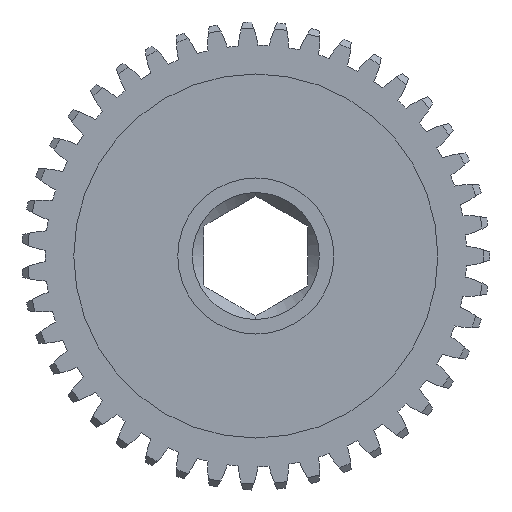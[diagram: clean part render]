
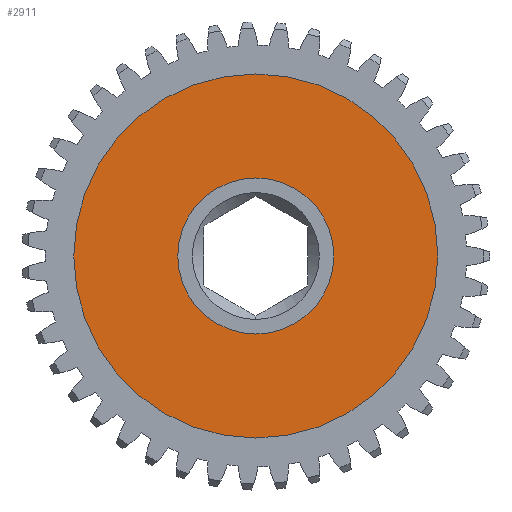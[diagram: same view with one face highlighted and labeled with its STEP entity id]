
A CAD part, left-side view. The second image highlights one B-rep face of the part: STEP entity #2911.
In plain terms, the highlighted planar face has unit normal (-1, 0, 0).
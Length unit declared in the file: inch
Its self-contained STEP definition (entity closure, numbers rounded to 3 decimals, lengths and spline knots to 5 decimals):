
#52 = CIRCLE ( 'NONE', #9624, 0.875 ) ;
#131 = CARTESIAN_POINT ( 'NONE',  ( 0.1375, 0., 0.875 ) ) ;
#148 = FACE_OUTER_BOUND ( 'NONE', #6757, .T. ) ;
#199 = DIRECTION ( 'NONE',  ( 1., 0., 0. ) ) ;
#223 = CARTESIAN_POINT ( 'NONE',  ( 0.1375, 0., 0. ) ) ;
#662 = AXIS2_PLACEMENT_3D ( 'NONE', #223, #2458, #3269 ) ;
#705 = VERTEX_POINT ( 'NONE', #4006 ) ;
#1008 = CARTESIAN_POINT ( 'NONE',  ( 0.1375, 0., -0.875 ) ) ;
#1452 = CARTESIAN_POINT ( 'NONE',  ( 0.1375, 0., 0.375 ) ) ;
#1649 = EDGE_CURVE ( 'NONE', #9656, #2991, #52, .T. ) ;
#1893 = CARTESIAN_POINT ( 'NONE',  ( 0.1375, 0., 0. ) ) ;
#2455 = ORIENTED_EDGE ( 'NONE', *, *, #9745, .T. ) ;
#2458 = DIRECTION ( 'NONE',  ( 1., 0., 0. ) ) ;
#2526 = AXIS2_PLACEMENT_3D ( 'NONE', #7881, #199, #7008 ) ;
#2553 = DIRECTION ( 'NONE',  ( 1., 0., 0. ) ) ;
#2911 = ADVANCED_FACE ( 'NONE', ( #148, #3151 ), #7209, .F. ) ;
#2991 = VERTEX_POINT ( 'NONE', #1008 ) ;
#3151 = FACE_BOUND ( 'NONE', #8668, .T. ) ;
#3269 = DIRECTION ( 'NONE',  ( 0., 0., -1. ) ) ;
#4006 = CARTESIAN_POINT ( 'NONE',  ( 0.1375, 0., -0.375 ) ) ;
#4171 = DIRECTION ( 'NONE',  ( 0., 0., -1. ) ) ;
#4423 = DIRECTION ( 'NONE',  ( 1., 0., 0. ) ) ;
#5237 = AXIS2_PLACEMENT_3D ( 'NONE', #9119, #4423, #5913 ) ;
#5759 = DIRECTION ( 'NONE',  ( 0., 0., -1. ) ) ;
#5913 = DIRECTION ( 'NONE',  ( 0., 0., -1. ) ) ;
#6252 = ORIENTED_EDGE ( 'NONE', *, *, #6759, .F. ) ;
#6343 = EDGE_CURVE ( 'NONE', #7537, #705, #6819, .T. ) ;
#6434 = ORIENTED_EDGE ( 'NONE', *, *, #1649, .F. ) ;
#6757 = EDGE_LOOP ( 'NONE', ( #6434, #6252 ) ) ;
#6759 = EDGE_CURVE ( 'NONE', #2991, #9656, #7810, .T. ) ;
#6819 = CIRCLE ( 'NONE', #7149, 0.375 ) ;
#7008 = DIRECTION ( 'NONE',  ( 0., 0., -1. ) ) ;
#7149 = AXIS2_PLACEMENT_3D ( 'NONE', #1893, #8825, #5759 ) ;
#7209 = PLANE ( 'NONE',  #2526 ) ;
#7537 = VERTEX_POINT ( 'NONE', #1452 ) ;
#7810 = CIRCLE ( 'NONE', #662, 0.875 ) ;
#7881 = CARTESIAN_POINT ( 'NONE',  ( 0.1375, 0., 0. ) ) ;
#8099 = CARTESIAN_POINT ( 'NONE',  ( 0.1375, 0., 0. ) ) ;
#8291 = ORIENTED_EDGE ( 'NONE', *, *, #6343, .T. ) ;
#8668 = EDGE_LOOP ( 'NONE', ( #2455, #8291 ) ) ;
#8825 = DIRECTION ( 'NONE',  ( 1., 0., 0. ) ) ;
#9119 = CARTESIAN_POINT ( 'NONE',  ( 0.1375, 0., 0. ) ) ;
#9624 = AXIS2_PLACEMENT_3D ( 'NONE', #8099, #2553, #4171 ) ;
#9635 = CIRCLE ( 'NONE', #5237, 0.375 ) ;
#9656 = VERTEX_POINT ( 'NONE', #131 ) ;
#9745 = EDGE_CURVE ( 'NONE', #705, #7537, #9635, .T. ) ;
